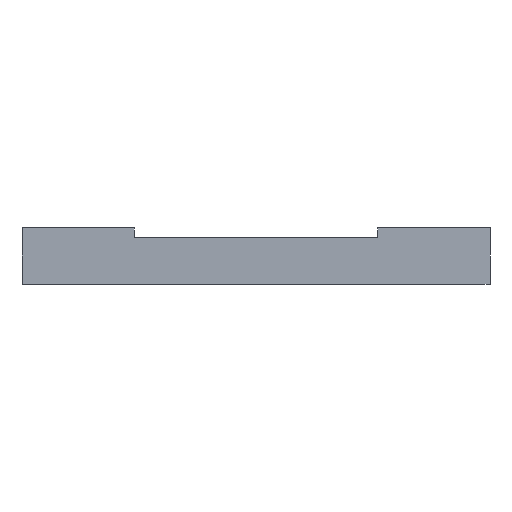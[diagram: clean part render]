
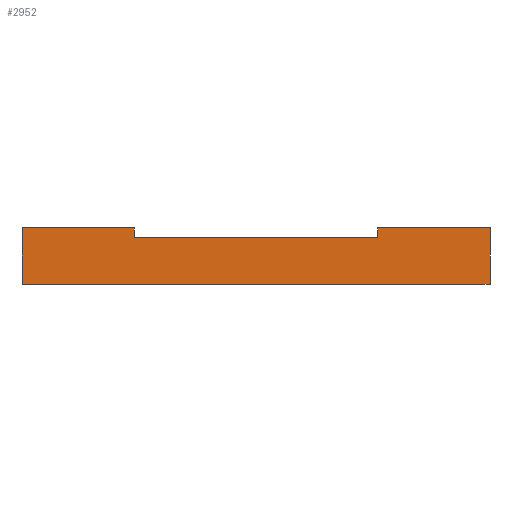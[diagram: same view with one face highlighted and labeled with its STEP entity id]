
A CAD part, front view. The second image highlights one B-rep face of the part: STEP entity #2952.
In plain terms, the highlighted planar face has unit normal (0, -1, 0).
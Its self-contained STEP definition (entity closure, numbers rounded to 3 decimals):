
#5 = CARTESIAN_POINT ( 'NONE',  ( -26., -145., 4. ) ) ;
#34 = VERTEX_POINT ( 'NONE', #813 ) ;
#50 = CARTESIAN_POINT ( 'NONE',  ( -50., -145., 6. ) ) ;
#63 = VERTEX_POINT ( 'NONE', #1303 ) ;
#130 = EDGE_CURVE ( 'NONE', #3061, #235, #2786, .T. ) ;
#235 = VERTEX_POINT ( 'NONE', #1902 ) ;
#345 = ORIENTED_EDGE ( 'NONE', *, *, #903, .F. ) ;
#357 = EDGE_CURVE ( 'NONE', #617, #63, #744, .T. ) ;
#360 = CARTESIAN_POINT ( 'NONE',  ( -26., -145., 4. ) ) ;
#371 = DIRECTION ( 'NONE',  ( 1., 0., 0. ) ) ;
#379 = DIRECTION ( 'NONE',  ( 0., 0., 1. ) ) ;
#402 = EDGE_CURVE ( 'NONE', #235, #1271, #2749, .T. ) ;
#420 = VECTOR ( 'NONE', #653, 1000. ) ;
#431 = DIRECTION ( 'NONE',  ( 0., 0., 1. ) ) ;
#464 = EDGE_CURVE ( 'NONE', #34, #1498, #1044, .T. ) ;
#514 = LINE ( 'NONE', #360, #1003 ) ;
#539 = LINE ( 'NONE', #870, #2476 ) ;
#576 = LINE ( 'NONE', #2106, #420 ) ;
#599 = EDGE_LOOP ( 'NONE', ( #1792, #1145, #1692, #1980, #2947, #2998, #345, #1382 ) ) ;
#617 = VERTEX_POINT ( 'NONE', #1299 ) ;
#653 = DIRECTION ( 'NONE',  ( 0., 0., -1. ) ) ;
#744 = LINE ( 'NONE', #1866, #2263 ) ;
#813 = CARTESIAN_POINT ( 'NONE',  ( -50., -145., 6. ) ) ;
#870 = CARTESIAN_POINT ( 'NONE',  ( 50., -145., 6. ) ) ;
#903 = EDGE_CURVE ( 'NONE', #1271, #2000, #539, .T. ) ;
#950 = EDGE_CURVE ( 'NONE', #2000, #63, #576, .T. ) ;
#1003 = VECTOR ( 'NONE', #379, 1000. ) ;
#1044 = LINE ( 'NONE', #1248, #3126 ) ;
#1130 = CARTESIAN_POINT ( 'NONE',  ( 26., -145., 4. ) ) ;
#1133 = CARTESIAN_POINT ( 'NONE',  ( -26., -145., 6. ) ) ;
#1141 = DIRECTION ( 'NONE',  ( 1., 0., 0. ) ) ;
#1145 = ORIENTED_EDGE ( 'NONE', *, *, #2696, .T. ) ;
#1204 = VECTOR ( 'NONE', #2969, 1000. ) ;
#1248 = CARTESIAN_POINT ( 'NONE',  ( 50., -145., 6. ) ) ;
#1271 = VERTEX_POINT ( 'NONE', #1779 ) ;
#1299 = CARTESIAN_POINT ( 'NONE',  ( -50., -145., -6. ) ) ;
#1303 = CARTESIAN_POINT ( 'NONE',  ( 50., -145., -6. ) ) ;
#1382 = ORIENTED_EDGE ( 'NONE', *, *, #402, .F. ) ;
#1479 = DIRECTION ( 'NONE',  ( 1., 0., 0. ) ) ;
#1498 = VERTEX_POINT ( 'NONE', #1133 ) ;
#1500 = DIRECTION ( 'NONE',  ( 0., 1., 0. ) ) ;
#1692 = ORIENTED_EDGE ( 'NONE', *, *, #464, .F. ) ;
#1701 = FACE_OUTER_BOUND ( 'NONE', #599, .T. ) ;
#1779 = CARTESIAN_POINT ( 'NONE',  ( 26., -145., 6. ) ) ;
#1792 = ORIENTED_EDGE ( 'NONE', *, *, #130, .F. ) ;
#1866 = CARTESIAN_POINT ( 'NONE',  ( 50., -145., -6. ) ) ;
#1902 = CARTESIAN_POINT ( 'NONE',  ( 26., -145., 4. ) ) ;
#1903 = CARTESIAN_POINT ( 'NONE',  ( 26., -145., 4. ) ) ;
#1970 = VECTOR ( 'NONE', #371, 1000. ) ;
#1980 = ORIENTED_EDGE ( 'NONE', *, *, #2519, .T. ) ;
#1981 = PLANE ( 'NONE',  #2281 ) ;
#2000 = VERTEX_POINT ( 'NONE', #2990 ) ;
#2106 = CARTESIAN_POINT ( 'NONE',  ( 50., -145., 6. ) ) ;
#2143 = DIRECTION ( 'NONE',  ( 1., 0., 0. ) ) ;
#2222 = DIRECTION ( 'NONE',  ( 0., 0., 1. ) ) ;
#2263 = VECTOR ( 'NONE', #2143, 1000. ) ;
#2281 = AXIS2_PLACEMENT_3D ( 'NONE', #2705, #1500, #2222 ) ;
#2299 = VECTOR ( 'NONE', #431, 1000. ) ;
#2307 = LINE ( 'NONE', #50, #1204 ) ;
#2476 = VECTOR ( 'NONE', #1141, 1000. ) ;
#2519 = EDGE_CURVE ( 'NONE', #34, #617, #2307, .T. ) ;
#2696 = EDGE_CURVE ( 'NONE', #3061, #1498, #514, .T. ) ;
#2705 = CARTESIAN_POINT ( 'NONE',  ( 50., -145., 6. ) ) ;
#2749 = LINE ( 'NONE', #1903, #2299 ) ;
#2786 = LINE ( 'NONE', #1130, #1970 ) ;
#2947 = ORIENTED_EDGE ( 'NONE', *, *, #357, .T. ) ;
#2952 = ADVANCED_FACE ( 'NONE', ( #1701 ), #1981, .F. ) ;
#2969 = DIRECTION ( 'NONE',  ( 0., 0., -1. ) ) ;
#2990 = CARTESIAN_POINT ( 'NONE',  ( 50., -145., 6. ) ) ;
#2998 = ORIENTED_EDGE ( 'NONE', *, *, #950, .F. ) ;
#3061 = VERTEX_POINT ( 'NONE', #5 ) ;
#3126 = VECTOR ( 'NONE', #1479, 1000. ) ;
